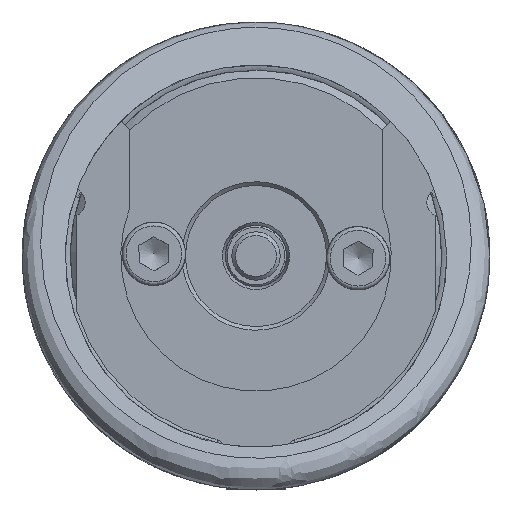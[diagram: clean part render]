
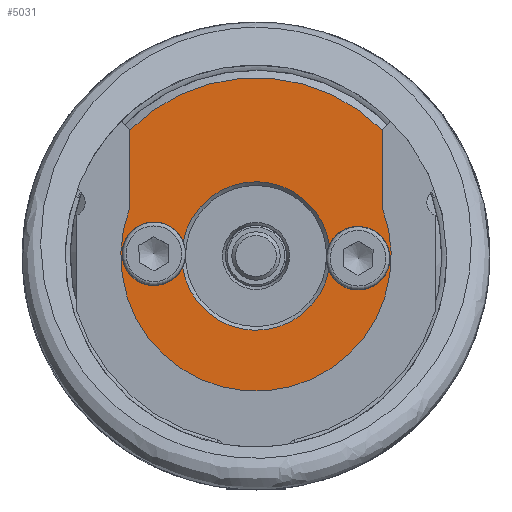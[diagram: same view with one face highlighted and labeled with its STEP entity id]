
A CAD part, left-side view. The second image highlights one B-rep face of the part: STEP entity #5031.
In plain terms, the highlighted planar face has unit normal (-1, 0, 0).
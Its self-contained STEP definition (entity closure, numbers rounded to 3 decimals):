
#195=FACE_BOUND('',#1284,.T.);
#196=FACE_BOUND('',#1285,.T.);
#197=FACE_BOUND('',#1286,.T.);
#319=LINE('',#7273,#667);
#324=LINE('',#7289,#672);
#325=LINE('',#7304,#673);
#326=LINE('',#7308,#674);
#327=LINE('',#7319,#675);
#328=LINE('',#7323,#676);
#667=VECTOR('',#5842,10.);
#672=VECTOR('',#5855,10.);
#673=VECTOR('',#5878,10.);
#674=VECTOR('',#5881,10.);
#675=VECTOR('',#5892,10.);
#676=VECTOR('',#5895,10.);
#1039=FACE_OUTER_BOUND('',#1283,.T.);
#1283=EDGE_LOOP('',(#3175,#3176,#3177,#3178));
#1284=EDGE_LOOP('',(#3179));
#1285=EDGE_LOOP('',(#3180));
#1286=EDGE_LOOP('',(#3181,#3182,#3183,#3184,#3185,#3186,#3187,#3188,#3189,
#3190,#3191,#3192));
#1570=CIRCLE('',#5299,2.55);
#1573=CIRCLE('',#5303,4.275);
#1574=CIRCLE('',#5304,4.275);
#1577=CIRCLE('',#5309,18.2);
#1578=CIRCLE('',#5310,24.);
#1579=CIRCLE('',#5311,2.5);
#1580=CIRCLE('',#5312,2.5);
#1581=CIRCLE('',#5313,10.);
#1582=CIRCLE('',#5314,4.275);
#1583=CIRCLE('',#5315,2.55);
#1584=CIRCLE('',#5316,4.275);
#1585=CIRCLE('',#5317,10.);
#1849=VERTEX_POINT('',#7264);
#1850=VERTEX_POINT('',#7265);
#1851=VERTEX_POINT('',#7269);
#1853=VERTEX_POINT('',#7272);
#1857=VERTEX_POINT('',#7281);
#1860=VERTEX_POINT('',#7287);
#1862=VERTEX_POINT('',#7302);
#1863=VERTEX_POINT('',#7303);
#1864=VERTEX_POINT('',#7305);
#1865=VERTEX_POINT('',#7307);
#1866=VERTEX_POINT('',#7310);
#1867=VERTEX_POINT('',#7312);
#1868=VERTEX_POINT('',#7314);
#1869=VERTEX_POINT('',#7316);
#1870=VERTEX_POINT('',#7318);
#1871=VERTEX_POINT('',#7320);
#1872=VERTEX_POINT('',#7322);
#1873=VERTEX_POINT('',#7324);
#2380=EDGE_CURVE('',#1853,#1851,#319,.T.);
#2388=EDGE_CURVE('',#1857,#1860,#324,.T.);
#2389=EDGE_CURVE('',#1851,#1857,#1570,.T.);
#2392=EDGE_CURVE('',#1850,#1853,#1573,.T.);
#2393=EDGE_CURVE('',#1860,#1849,#1574,.T.);
#2396=EDGE_CURVE('',#1862,#1863,#325,.T.);
#2397=EDGE_CURVE('',#1863,#1864,#1577,.T.);
#2398=EDGE_CURVE('',#1864,#1865,#326,.T.);
#2399=EDGE_CURVE('',#1862,#1865,#1578,.T.);
#2400=EDGE_CURVE('',#1866,#1866,#1579,.T.);
#2401=EDGE_CURVE('',#1867,#1867,#1580,.T.);
#2402=EDGE_CURVE('',#1868,#1849,#1581,.T.);
#2403=EDGE_CURVE('',#1868,#1869,#1582,.T.);
#2404=EDGE_CURVE('',#1869,#1870,#327,.T.);
#2405=EDGE_CURVE('',#1870,#1871,#1583,.T.);
#2406=EDGE_CURVE('',#1871,#1872,#328,.T.);
#2407=EDGE_CURVE('',#1872,#1873,#1584,.T.);
#2408=EDGE_CURVE('',#1850,#1873,#1585,.T.);
#3175=ORIENTED_EDGE('',*,*,#2396,.T.);
#3176=ORIENTED_EDGE('',*,*,#2397,.T.);
#3177=ORIENTED_EDGE('',*,*,#2398,.T.);
#3178=ORIENTED_EDGE('',*,*,#2399,.F.);
#3179=ORIENTED_EDGE('',*,*,#2400,.T.);
#3180=ORIENTED_EDGE('',*,*,#2401,.T.);
#3181=ORIENTED_EDGE('',*,*,#2392,.T.);
#3182=ORIENTED_EDGE('',*,*,#2380,.T.);
#3183=ORIENTED_EDGE('',*,*,#2389,.T.);
#3184=ORIENTED_EDGE('',*,*,#2388,.T.);
#3185=ORIENTED_EDGE('',*,*,#2393,.T.);
#3186=ORIENTED_EDGE('',*,*,#2402,.F.);
#3187=ORIENTED_EDGE('',*,*,#2403,.T.);
#3188=ORIENTED_EDGE('',*,*,#2404,.T.);
#3189=ORIENTED_EDGE('',*,*,#2405,.T.);
#3190=ORIENTED_EDGE('',*,*,#2406,.T.);
#3191=ORIENTED_EDGE('',*,*,#2407,.T.);
#3192=ORIENTED_EDGE('',*,*,#2408,.F.);
#4694=PLANE('',#5308);
#5031=ADVANCED_FACE('',(#1039,#195,#196,#197),#4694,.T.);
#5299=AXIS2_PLACEMENT_3D('',#7291,#5858,#5859);
#5303=AXIS2_PLACEMENT_3D('',#7295,#5866,#5867);
#5304=AXIS2_PLACEMENT_3D('',#7296,#5868,#5869);
#5308=AXIS2_PLACEMENT_3D('',#7301,#5876,#5877);
#5309=AXIS2_PLACEMENT_3D('',#7306,#5879,#5880);
#5310=AXIS2_PLACEMENT_3D('',#7309,#5882,#5883);
#5311=AXIS2_PLACEMENT_3D('',#7311,#5884,#5885);
#5312=AXIS2_PLACEMENT_3D('',#7313,#5886,#5887);
#5313=AXIS2_PLACEMENT_3D('',#7315,#5888,#5889);
#5314=AXIS2_PLACEMENT_3D('',#7317,#5890,#5891);
#5315=AXIS2_PLACEMENT_3D('',#7321,#5893,#5894);
#5316=AXIS2_PLACEMENT_3D('',#7325,#5896,#5897);
#5317=AXIS2_PLACEMENT_3D('',#7326,#5898,#5899);
#5842=DIRECTION('',(0.,0.344,-0.939));
#5855=DIRECTION('',(0.,-0.344,0.939));
#5858=DIRECTION('center_axis',(-1.,0.,0.));
#5859=DIRECTION('ref_axis',(0.,-0.939,-0.344));
#5866=DIRECTION('center_axis',(1.,0.,0.));
#5867=DIRECTION('ref_axis',(0.,-0.939,-0.344));
#5868=DIRECTION('center_axis',(1.,0.,0.));
#5869=DIRECTION('ref_axis',(0.,-0.939,-0.344));
#5876=DIRECTION('center_axis',(-1.,0.,0.));
#5877=DIRECTION('ref_axis',(0.,-0.022,1.));
#5878=DIRECTION('',(0.,0.,-1.));
#5879=DIRECTION('center_axis',(-1.,0.,0.));
#5880=DIRECTION('ref_axis',(0.,-0.934,0.357));
#5881=DIRECTION('',(0.,0.,1.));
#5882=DIRECTION('center_axis',(1.,0.,0.));
#5883=DIRECTION('ref_axis',(0.,-1.,-0.022));
#5884=DIRECTION('center_axis',(1.,0.,0.));
#5885=DIRECTION('ref_axis',(0.,-1.,-0.005));
#5886=DIRECTION('center_axis',(1.,0.,0.));
#5887=DIRECTION('ref_axis',(0.,-0.513,-0.859));
#5888=DIRECTION('center_axis',(-1.,0.,0.));
#5889=DIRECTION('ref_axis',(0.,-1.,-0.022));
#5890=DIRECTION('center_axis',(1.,0.,0.));
#5891=DIRECTION('ref_axis',(0.,-0.984,-0.18));
#5892=DIRECTION('',(0.,0.18,-0.984));
#5893=DIRECTION('center_axis',(-1.,0.,0.));
#5894=DIRECTION('ref_axis',(0.,-0.984,-0.18));
#5895=DIRECTION('',(0.,-0.18,0.984));
#5896=DIRECTION('center_axis',(1.,0.,0.));
#5897=DIRECTION('ref_axis',(0.,-0.984,-0.18));
#5898=DIRECTION('center_axis',(-1.,0.,0.));
#5899=DIRECTION('ref_axis',(0.,-1.,-0.022));
#7264=CARTESIAN_POINT('',(-226.672,-9.807,-1.957));
#7265=CARTESIAN_POINT('',(-226.672,-9.882,1.529));
#7269=CARTESIAN_POINT('',(-226.672,-13.781,2.251));
#7272=CARTESIAN_POINT('',(-226.672,-14.396,3.927));
#7273=CARTESIAN_POINT('',(-226.672,-10.791,-5.899));
#7281=CARTESIAN_POINT('',(-226.672,-14.39,2.169));
#7287=CARTESIAN_POINT('',(-226.672,-14.986,3.793));
#7289=CARTESIAN_POINT('',(-226.672,-11.355,-6.106));
#7291=CARTESIAN_POINT('Origin',(-226.672,-13.747,-0.299));
#7295=CARTESIAN_POINT('Origin',(-226.672,-13.747,-0.299));
#7296=CARTESIAN_POINT('Origin',(-226.672,-13.747,-0.299));
#7301=CARTESIAN_POINT('Origin',(-226.672,24.994,0.543));
#7302=CARTESIAN_POINT('',(-226.672,17.,16.941));
#7303=CARTESIAN_POINT('',(-226.672,17.,6.499));
#7304=CARTESIAN_POINT('',(-226.672,17.,3.521));
#7305=CARTESIAN_POINT('',(-226.672,-17.,6.499));
#7306=CARTESIAN_POINT('Origin',(-226.672,0.,0.));
#7307=CARTESIAN_POINT('',(-226.672,-17.,16.941));
#7308=CARTESIAN_POINT('',(-226.672,-17.,8.772));
#7309=CARTESIAN_POINT('Origin',(-226.672,0.,
0.));
#7310=CARTESIAN_POINT('',(-226.672,-11.247,-0.287));
#7311=CARTESIAN_POINT('Origin',(-226.672,-13.747,-0.299));
#7312=CARTESIAN_POINT('',(-226.672,15.029,2.445));
#7313=CARTESIAN_POINT('Origin',(-226.672,13.747,0.299));
#7314=CARTESIAN_POINT('',(-226.672,9.882,-1.529));
#7315=CARTESIAN_POINT('Origin',(-226.672,0.,
0.));
#7316=CARTESIAN_POINT('',(-226.672,13.826,4.573));
#7317=CARTESIAN_POINT('Origin',(-226.672,13.747,0.299));
#7318=CARTESIAN_POINT('',(-226.672,14.147,2.817));
#7319=CARTESIAN_POINT('',(-226.672,14.739,-0.425));
#7320=CARTESIAN_POINT('',(-226.672,13.533,2.84));
#7321=CARTESIAN_POINT('Origin',(-226.672,13.747,0.299));
#7322=CARTESIAN_POINT('',(-226.672,13.222,4.541));
#7323=CARTESIAN_POINT('',(-226.672,14.149,-0.533));
#7324=CARTESIAN_POINT('',(-226.672,9.807,1.957));
#7325=CARTESIAN_POINT('Origin',(-226.672,13.747,0.299));
#7326=CARTESIAN_POINT('Origin',(-226.672,0.,
0.));
